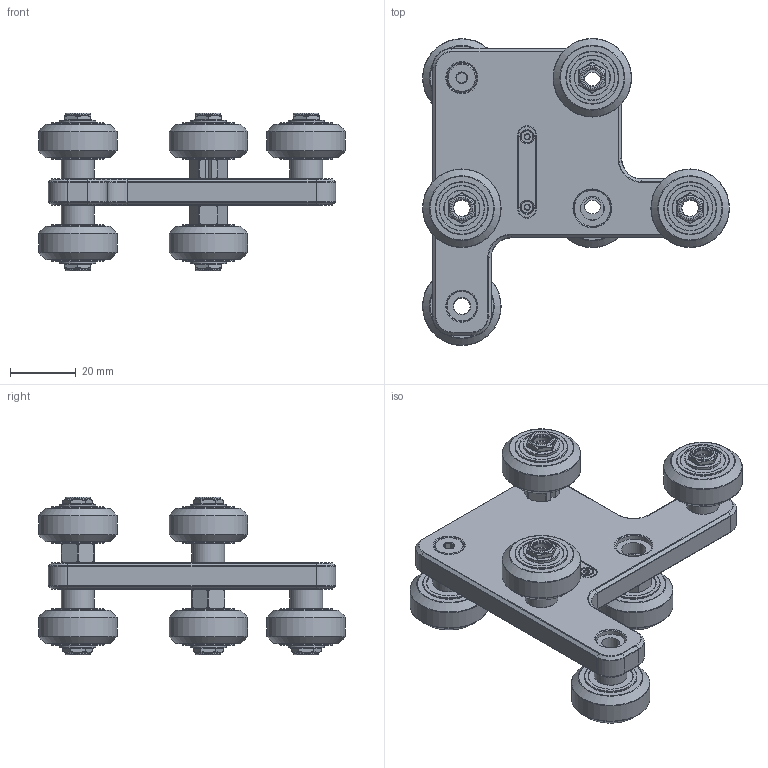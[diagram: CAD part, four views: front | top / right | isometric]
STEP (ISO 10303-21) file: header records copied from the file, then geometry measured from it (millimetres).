
FILE_DESCRIPTION(/* description */ (''),/* implementation_level */ '2;1');
FILE_NAME(/* name */ 'Carriage.step',/* time_stamp */ '2025-07-02T15:49:23-05:00',/* author */ (''),/* organization */ (''),/* preprocessor_version */ 'ST-DEVELOPER v20.1',/* originating_system */ 'Autodesk Translation Framework v14.10.0.0',/* authorisation */ '');
FILE_SCHEMA (('AUTOMOTIVE_DESIGN { 1 0 10303 214 3 1 1 }'));
Length unit declared in the file: millimetre
Products named in the file (19): Carriage - SuperTrack - Test Setup; Wheel; Wheel_1; Wheel_2; Routed Spacer; Wheel_3; Wheel_4; Wheel_5; Component3; Component2; Carriage; Carriage_Belt Clip v2; Component15; Low Profile Screw M5; 91290A012_Alloy Steel Socket Head Screw; Ultra Low Profile Nyloc Nut; Component1; Component2_1; Eccentric Spacer 6mm
Assembly tree (44 placements, depth 4):
  Carriage - SuperTrack - Test Setup
    Routed Spacer  x4
    Wheel
      Component2  x2
      Component3
    Wheel_1
      Component2  x2
      Component3
    Wheel_2
      Component2  x2
      Component3
    Wheel_3
      Component2  x2
      Component3
    Wheel_4
      Component2  x2
      Component3
    Wheel_5
      Component2  x2
      Component3
    Carriage
    Carriage_Belt Clip v2
    Component15
    Low Profile Screw M5
    91290A012_Alloy Steel Socket Head Screw  x2
    Eccentric Spacer 6mm  x2
    Ultra Low Profile Nyloc Nut  x6
      Component1
        Component2_1
Bounding box: 93.38 x 93.38 x 48 mm (x, y, z)
Volume: 59804.4 mm3; surface area: 36335.9 mm2
Topology: 41 solids, 41 shells, 1025 faces, 2129 edges, 1288 vertices
Faces by surface type: cylinder 364, plane 291, torus 231, cone 93, sphere 42, bspline 4
Full cylindrical faces by diameter (mm): 1.48 x22, 2 x24, 3.8 x4, 5 x21, 5.1 x4, 5.3 x4, 5.557 x12, 6 x12, 7.11 x2, 7.24 x2, 7.557 x6, 8.6 x24, 9 x4, 10 x4, 11 x8, 13.6 x24, 14.1 x6, 16 x12, 16.1 x12, 23.9 x6
Entity records: 13109 total; most frequent: CARTESIAN_POINT 3886, DIRECTION 2036, ORIENTED_EDGE 1702, EDGE_CURVE 851, AXIS2_PLACEMENT_3D 845, VERTEX_POINT 513, EDGE_LOOP 438, CIRCLE 399
